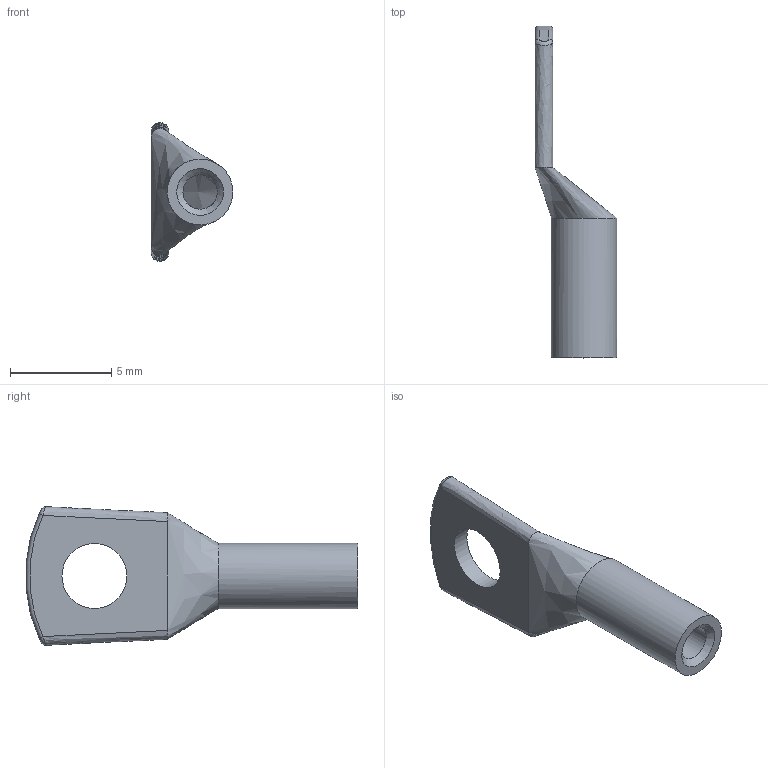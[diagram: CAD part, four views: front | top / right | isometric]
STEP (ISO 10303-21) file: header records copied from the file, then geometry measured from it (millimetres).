
FILE_DESCRIPTION(/* description */ ('Unknown'),/* implementation_level */ '2;1');
FILE_NAME(/* name */ '55803015',/* time_stamp */ '2020-03-11T11:21:17+01:00',/* author */ ('Unknown'),/* organization */ ('Unknown'),/* preprocessor_version */ 'ST-DEVELOPER v16.7',/* originating_system */ 'DEX',/* authorisation */ $);
FILE_SCHEMA (('AUTOMOTIVE_DESIGN {1 0 10303 214 3 1 1}'));
Length unit declared in the file: millimetre
Products named in the file (1): 55803015
Bounding box: 4.04 x 16.37 x 6.84 mm (x, y, z)
Volume: 84.5 mm3; surface area: 264.2 mm2
Topology: 1 solids, 1 shells, 17 faces, 49 edges, 35 vertices
Faces by surface type: bspline 6, plane 4, cylinder 4, torus 2, cone 1
Full cylindrical faces by diameter (mm): 1.7 x1, 3.2 x1, 3.24 x1
Entity records: 866 total; most frequent: CARTESIAN_POINT 449, ORIENTED_EDGE 78, DIRECTION 72, EDGE_CURVE 39, AXIS2_PLACEMENT_3D 32, VERTEX_POINT 31, EDGE_LOOP 26, FACE_BOUND 26
